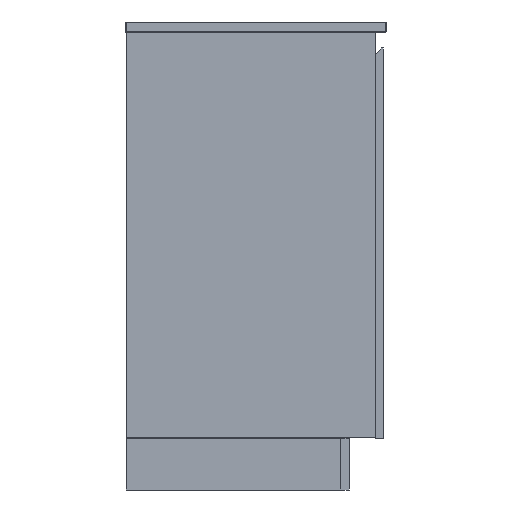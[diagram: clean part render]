
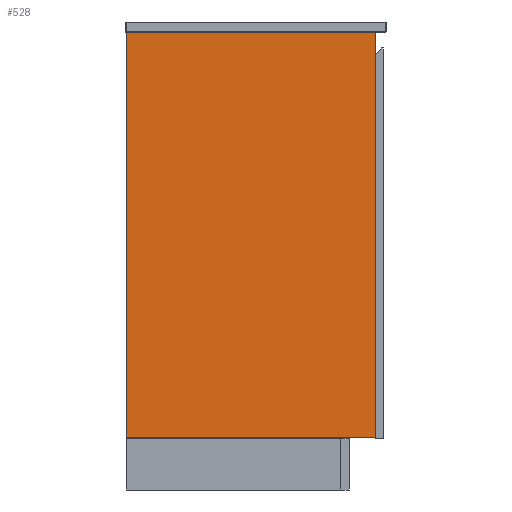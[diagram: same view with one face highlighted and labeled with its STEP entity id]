
A CAD part, left-side view. The second image highlights one B-rep face of the part: STEP entity #528.
In plain terms, the highlighted planar face has unit normal (-1, 0, 0).
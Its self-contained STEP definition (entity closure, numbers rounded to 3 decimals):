
#528=ADVANCED_FACE('',(#671),#2387,.T.);
#671=FACE_OUTER_BOUND('',#814,.T.);
#814=EDGE_LOOP('',(#1035,#1036,#1037,#1038));
#1035=ORIENTED_EDGE('',*,*,#1615,.F.);
#1036=ORIENTED_EDGE('',*,*,#1597,.T.);
#1037=ORIENTED_EDGE('',*,*,#1613,.T.);
#1038=ORIENTED_EDGE('',*,*,#1614,.F.);
#1597=EDGE_CURVE('',#2188,#2190,#1908,.T.);
#1613=EDGE_CURVE('',#2190,#2203,#1924,.T.);
#1614=EDGE_CURVE('',#2204,#2203,#1925,.T.);
#1615=EDGE_CURVE('',#2188,#2204,#1926,.T.);
#1908=B_SPLINE_CURVE_WITH_KNOTS('',1,(#3120,#3121),.UNSPECIFIED.,.F.,.F.,
(2,2),(-780.,0.),.UNSPECIFIED.);
#1924=B_SPLINE_CURVE_WITH_KNOTS('',1,(#3152,#3153),.UNSPECIFIED.,.F.,.F.,
(2,2),(-479.,0.),.UNSPECIFIED.);
#1925=B_SPLINE_CURVE_WITH_KNOTS('',1,(#3154,#3155),.UNSPECIFIED.,.F.,.F.,
(2,2),(-780.,0.),.UNSPECIFIED.);
#1926=B_SPLINE_CURVE_WITH_KNOTS('',1,(#3156,#3157),.UNSPECIFIED.,.F.,.F.,
(2,2),(-479.,0.),.UNSPECIFIED.);
#2188=VERTEX_POINT('',#3095);
#2190=VERTEX_POINT('',#3097);
#2203=VERTEX_POINT('',#3110);
#2204=VERTEX_POINT('',#3111);
#2387=PLANE('',#2660);
#2660=AXIS2_PLACEMENT_3D('',#3087,#2819,$);
#2819=DIRECTION('',(-1.,0.,0.));
#3087=CARTESIAN_POINT('',(-744.,-468.,526.9));
#3095=CARTESIAN_POINT('',(-744.,-390.,479.));
#3097=CARTESIAN_POINT('',(-744.,390.,479.));
#3110=CARTESIAN_POINT('',(-744.,390.,0.));
#3111=CARTESIAN_POINT('',(-744.,-390.,0.));
#3120=CARTESIAN_POINT('',(-744.,-390.,479.));
#3121=CARTESIAN_POINT('',(-744.,390.,479.));
#3152=CARTESIAN_POINT('',(-744.,390.,479.));
#3153=CARTESIAN_POINT('',(-744.,390.,0.));
#3154=CARTESIAN_POINT('',(-744.,-390.,0.));
#3155=CARTESIAN_POINT('',(-744.,390.,0.));
#3156=CARTESIAN_POINT('',(-744.,-390.,479.));
#3157=CARTESIAN_POINT('',(-744.,-390.,0.));
